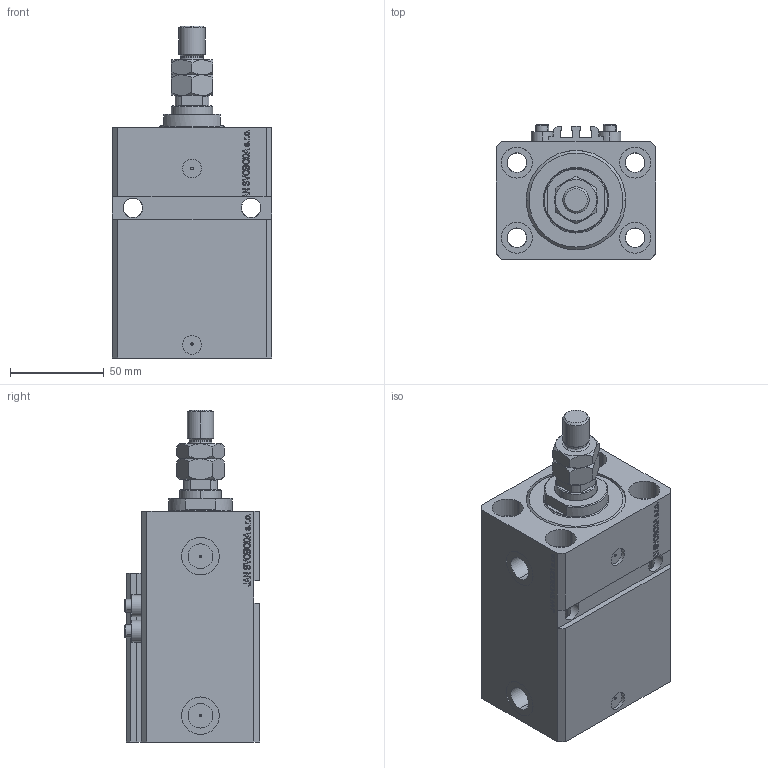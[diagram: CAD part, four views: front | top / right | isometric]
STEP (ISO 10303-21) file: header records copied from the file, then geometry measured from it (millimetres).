
FILE_DESCRIPTION (( 'STEP AP203' ), '1' );
FILE_NAME ('f6f0.STEP', '2022-04-09T15:30:49', ( '' ), ( '' ), 'SwSTEP 2.0', 'SolidWorks 2019', '' );
FILE_SCHEMA (( 'CONFIG_CONTROL_DESIGN' ));
Length unit declared in the file: millimetre
Products named in the file (6): V250CE_E_Body 6f969e8e5691cc704a1aaf6f999d9b94; ALLEN BOLT V250CE 6f969e8e5691cc704a1aaf6f999d9b94; V250CE_VC_E 6f969e8e5691cc704a1aaf6f999d9b94; V250CE_C_VCP 6f969e8e5691cc704a1aaf6f999d9b94; f6f0; MTA 6f969e8e5691cc704a1aaf6f999d9b94
Assembly tree (8 placements, depth 2):
  f6f0
    V250CE_E_Body 6f969e8e5691cc704a1aaf6f999d9b94
    ALLEN BOLT V250CE 6f969e8e5691cc704a1aaf6f999d9b94  x4
    V250CE_C_VCP 6f969e8e5691cc704a1aaf6f999d9b94
    V250CE_VC_E 6f969e8e5691cc704a1aaf6f999d9b94
    MTA 6f969e8e5691cc704a1aaf6f999d9b94
Bounding box: 85 x 72 x 176.9 mm (x, y, z)
Volume: 574979.7 mm3; surface area: 122486.4 mm2
Topology: 9 solids, 9 shells, 1136 faces, 2825 edges, 1823 vertices
Faces by surface type: plane 550, bspline 356, cylinder 130, cone 84, torus 16
Entity records: 49166 total; most frequent: CARTESIAN_POINT 25418, ORIENTED_EDGE 5340, DIRECTION 3556, EDGE_CURVE 2670, VERTEX_POINT 1739, LINE 1602, VECTOR 1602, EDGE_LOOP 1195
